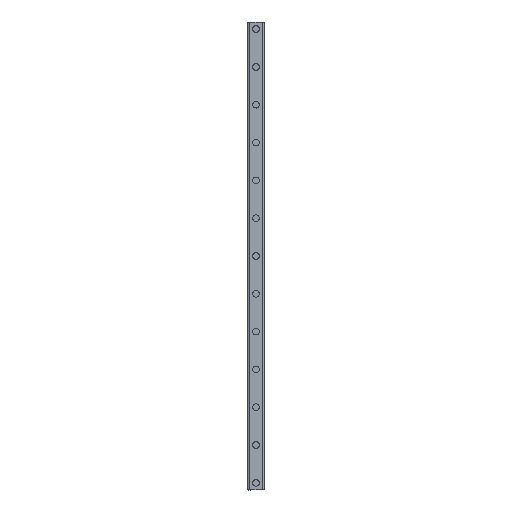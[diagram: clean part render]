
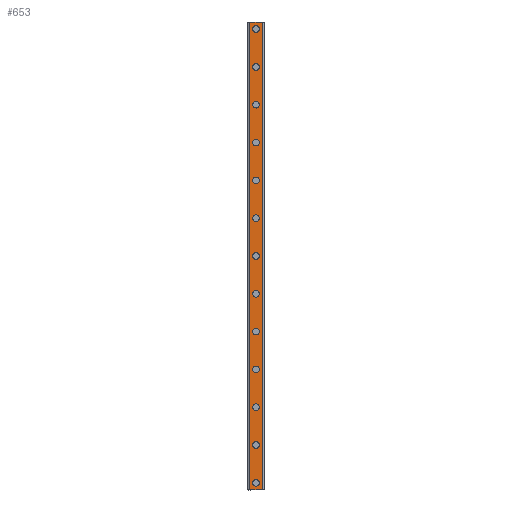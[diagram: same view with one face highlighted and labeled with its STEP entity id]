
A CAD part, top view. The second image highlights one B-rep face of the part: STEP entity #653.
In plain terms, the highlighted planar face has unit normal (0, 0, 1).
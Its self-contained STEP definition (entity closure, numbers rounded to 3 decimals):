
#653=ADVANCED_FACE('',(#1338,#1339,#1340,#1341,#1342,#1343,#1344,#1345,#1346,#1347,#1348,#1349,#1350,#1351),#1352,.T.);
#1338=FACE_BOUND('',#2061,.T.);
#1339=FACE_BOUND('',#2062,.T.);
#1340=FACE_BOUND('',#2063,.T.);
#1341=FACE_BOUND('',#2064,.T.);
#1342=FACE_BOUND('',#2065,.T.);
#1343=FACE_BOUND('',#2066,.T.);
#1344=FACE_BOUND('',#2067,.T.);
#1345=FACE_BOUND('',#2068,.T.);
#1346=FACE_BOUND('',#2069,.T.);
#1347=FACE_BOUND('',#2070,.T.);
#1348=FACE_BOUND('',#2071,.T.);
#1349=FACE_BOUND('',#2072,.T.);
#1350=FACE_BOUND('',#2073,.T.);
#1351=FACE_OUTER_BOUND('',#2074,.T.);
#1352=PLANE('',#2075);
#2061=EDGE_LOOP('',(#3897,#3898));
#2062=EDGE_LOOP('',(#3899,#3900));
#2063=EDGE_LOOP('',(#3901,#3902));
#2064=EDGE_LOOP('',(#3903,#3904));
#2065=EDGE_LOOP('',(#3905,#3906));
#2066=EDGE_LOOP('',(#3907,#3908));
#2067=EDGE_LOOP('',(#3909,#3910));
#2068=EDGE_LOOP('',(#3911,#3912));
#2069=EDGE_LOOP('',(#3913,#3914));
#2070=EDGE_LOOP('',(#3915,#3916));
#2071=EDGE_LOOP('',(#3917,#3918));
#2072=EDGE_LOOP('',(#3919,#3920));
#2073=EDGE_LOOP('',(#3921,#3922));
#2074=EDGE_LOOP('',(#3923,#3924,#3925,#3926));
#2075=AXIS2_PLACEMENT_3D('',#3927,#3928,#3929);
#3897=ORIENTED_EDGE('',*,*,#4252,.T.);
#3898=ORIENTED_EDGE('',*,*,#4725,.T.);
#3899=ORIENTED_EDGE('',*,*,#4242,.T.);
#3900=ORIENTED_EDGE('',*,*,#4731,.T.);
#3901=ORIENTED_EDGE('',*,*,#4232,.T.);
#3902=ORIENTED_EDGE('',*,*,#4737,.T.);
#3903=ORIENTED_EDGE('',*,*,#4222,.T.);
#3904=ORIENTED_EDGE('',*,*,#4743,.T.);
#3905=ORIENTED_EDGE('',*,*,#4212,.T.);
#3906=ORIENTED_EDGE('',*,*,#4749,.T.);
#3907=ORIENTED_EDGE('',*,*,#4202,.T.);
#3908=ORIENTED_EDGE('',*,*,#4755,.T.);
#3909=ORIENTED_EDGE('',*,*,#4192,.T.);
#3910=ORIENTED_EDGE('',*,*,#4761,.T.);
#3911=ORIENTED_EDGE('',*,*,#4182,.T.);
#3912=ORIENTED_EDGE('',*,*,#4767,.T.);
#3913=ORIENTED_EDGE('',*,*,#4172,.T.);
#3914=ORIENTED_EDGE('',*,*,#4773,.T.);
#3915=ORIENTED_EDGE('',*,*,#4162,.T.);
#3916=ORIENTED_EDGE('',*,*,#4779,.T.);
#3917=ORIENTED_EDGE('',*,*,#4152,.T.);
#3918=ORIENTED_EDGE('',*,*,#4785,.T.);
#3919=ORIENTED_EDGE('',*,*,#4142,.T.);
#3920=ORIENTED_EDGE('',*,*,#4791,.T.);
#3921=ORIENTED_EDGE('',*,*,#4132,.T.);
#3922=ORIENTED_EDGE('',*,*,#4797,.T.);
#3923=ORIENTED_EDGE('',*,*,#4704,.T.);
#3924=ORIENTED_EDGE('',*,*,#4844,.F.);
#3925=ORIENTED_EDGE('',*,*,#4574,.T.);
#3926=ORIENTED_EDGE('',*,*,#4842,.T.);
#3927=CARTESIAN_POINT('',(0.0,990.0,27.5));
#3928=DIRECTION('',(0.0,0.0,1.0));
#3929=DIRECTION('',(-1.0,0.0,0.0));
#4132=EDGE_CURVE('',#4900,#4897,#4901,.T.);
#4142=EDGE_CURVE('',#4918,#4915,#4919,.T.);
#4152=EDGE_CURVE('',#4936,#4933,#4937,.T.);
#4162=EDGE_CURVE('',#4954,#4951,#4955,.T.);
#4172=EDGE_CURVE('',#4972,#4969,#4973,.T.);
#4182=EDGE_CURVE('',#4990,#4987,#4991,.T.);
#4192=EDGE_CURVE('',#5008,#5005,#5009,.T.);
#4202=EDGE_CURVE('',#5026,#5023,#5027,.T.);
#4212=EDGE_CURVE('',#5044,#5041,#5045,.T.);
#4222=EDGE_CURVE('',#5062,#5059,#5063,.T.);
#4232=EDGE_CURVE('',#5080,#5077,#5081,.T.);
#4242=EDGE_CURVE('',#5098,#5095,#5099,.T.);
#4252=EDGE_CURVE('',#5116,#5113,#5117,.T.);
#4574=EDGE_CURVE('',#5590,#5588,#5591,.T.);
#4704=EDGE_CURVE('',#5805,#5803,#5806,.T.);
#4725=EDGE_CURVE('',#5113,#5116,#5845,.T.);
#4731=EDGE_CURVE('',#5095,#5098,#5851,.T.);
#4737=EDGE_CURVE('',#5077,#5080,#5857,.T.);
#4743=EDGE_CURVE('',#5059,#5062,#5863,.T.);
#4749=EDGE_CURVE('',#5041,#5044,#5869,.T.);
#4755=EDGE_CURVE('',#5023,#5026,#5875,.T.);
#4761=EDGE_CURVE('',#5005,#5008,#5881,.T.);
#4767=EDGE_CURVE('',#4987,#4990,#5887,.T.);
#4773=EDGE_CURVE('',#4969,#4972,#5893,.T.);
#4779=EDGE_CURVE('',#4951,#4954,#5899,.T.);
#4785=EDGE_CURVE('',#4933,#4936,#5905,.T.);
#4791=EDGE_CURVE('',#4915,#4918,#5911,.T.);
#4797=EDGE_CURVE('',#4897,#4900,#5917,.T.);
#4842=EDGE_CURVE('',#5588,#5805,#5962,.T.);
#4844=EDGE_CURVE('',#5590,#5803,#5964,.T.);
#4897=VERTEX_POINT('',#6019);
#4900=VERTEX_POINT('',#6023);
#4901=CIRCLE('',#6024,7.0);
#4915=VERTEX_POINT('',#6041);
#4918=VERTEX_POINT('',#6045);
#4919=CIRCLE('',#6046,7.0);
#4933=VERTEX_POINT('',#6063);
#4936=VERTEX_POINT('',#6067);
#4937=CIRCLE('',#6068,7.0);
#4951=VERTEX_POINT('',#6085);
#4954=VERTEX_POINT('',#6089);
#4955=CIRCLE('',#6090,7.0);
#4969=VERTEX_POINT('',#6107);
#4972=VERTEX_POINT('',#6111);
#4973=CIRCLE('',#6112,7.0);
#4987=VERTEX_POINT('',#6129);
#4990=VERTEX_POINT('',#6133);
#4991=CIRCLE('',#6134,7.0);
#5005=VERTEX_POINT('',#6151);
#5008=VERTEX_POINT('',#6155);
#5009=CIRCLE('',#6156,7.0);
#5023=VERTEX_POINT('',#6173);
#5026=VERTEX_POINT('',#6177);
#5027=CIRCLE('',#6178,7.0);
#5041=VERTEX_POINT('',#6195);
#5044=VERTEX_POINT('',#6199);
#5045=CIRCLE('',#6200,7.0);
#5059=VERTEX_POINT('',#6217);
#5062=VERTEX_POINT('',#6221);
#5063=CIRCLE('',#6222,7.0);
#5077=VERTEX_POINT('',#6239);
#5080=VERTEX_POINT('',#6243);
#5081=CIRCLE('',#6244,7.0);
#5095=VERTEX_POINT('',#6261);
#5098=VERTEX_POINT('',#6265);
#5099=CIRCLE('',#6266,7.0);
#5113=VERTEX_POINT('',#6283);
#5116=VERTEX_POINT('',#6287);
#5117=CIRCLE('',#6288,7.0);
#5588=VERTEX_POINT('',#6911);
#5590=VERTEX_POINT('',#6914);
#5591=LINE('',#6915,#6916);
#5803=VERTEX_POINT('',#7214);
#5805=VERTEX_POINT('',#7217);
#5806=LINE('',#7218,#7219);
#5845=CIRCLE('',#7268,7.0);
#5851=CIRCLE('',#7274,7.0);
#5857=CIRCLE('',#7280,7.0);
#5863=CIRCLE('',#7286,7.0);
#5869=CIRCLE('',#7292,7.0);
#5875=CIRCLE('',#7298,7.0);
#5881=CIRCLE('',#7304,7.0);
#5887=CIRCLE('',#7310,7.0);
#5893=CIRCLE('',#7316,7.0);
#5899=CIRCLE('',#7322,7.0);
#5905=CIRCLE('',#7328,7.0);
#5911=CIRCLE('',#7334,7.0);
#5917=CIRCLE('',#7340,7.0);
#5962=LINE('',#7405,#7406);
#5964=LINE('',#7408,#7409);
#6019=CARTESIAN_POINT('',(7.0,15.0,27.5));
#6023=CARTESIAN_POINT('',(-7.0,15.0,27.5));
#6024=AXIS2_PLACEMENT_3D('',#7481,#7482,#7483);
#6041=CARTESIAN_POINT('',(7.0,95.0,27.5));
#6045=CARTESIAN_POINT('',(-7.0,95.0,27.5));
#6046=AXIS2_PLACEMENT_3D('',#7497,#7498,#7499);
#6063=CARTESIAN_POINT('',(7.0,175.0,27.5));
#6067=CARTESIAN_POINT('',(-7.0,175.0,27.5));
#6068=AXIS2_PLACEMENT_3D('',#7513,#7514,#7515);
#6085=CARTESIAN_POINT('',(7.0,255.0,27.5));
#6089=CARTESIAN_POINT('',(-7.0,255.0,27.5));
#6090=AXIS2_PLACEMENT_3D('',#7529,#7530,#7531);
#6107=CARTESIAN_POINT('',(7.0,335.0,27.5));
#6111=CARTESIAN_POINT('',(-7.0,335.0,27.5));
#6112=AXIS2_PLACEMENT_3D('',#7545,#7546,#7547);
#6129=CARTESIAN_POINT('',(7.0,415.0,27.5));
#6133=CARTESIAN_POINT('',(-7.0,415.0,27.5));
#6134=AXIS2_PLACEMENT_3D('',#7561,#7562,#7563);
#6151=CARTESIAN_POINT('',(7.0,495.0,27.5));
#6155=CARTESIAN_POINT('',(-7.0,495.0,27.5));
#6156=AXIS2_PLACEMENT_3D('',#7577,#7578,#7579);
#6173=CARTESIAN_POINT('',(7.0,575.0,27.5));
#6177=CARTESIAN_POINT('',(-7.0,575.0,27.5));
#6178=AXIS2_PLACEMENT_3D('',#7593,#7594,#7595);
#6195=CARTESIAN_POINT('',(7.0,655.0,27.5));
#6199=CARTESIAN_POINT('',(-7.0,655.0,27.5));
#6200=AXIS2_PLACEMENT_3D('',#7609,#7610,#7611);
#6217=CARTESIAN_POINT('',(7.0,735.0,27.5));
#6221=CARTESIAN_POINT('',(-7.0,735.0,27.5));
#6222=AXIS2_PLACEMENT_3D('',#7625,#7626,#7627);
#6239=CARTESIAN_POINT('',(7.0,815.0,27.5));
#6243=CARTESIAN_POINT('',(-7.0,815.0,27.5));
#6244=AXIS2_PLACEMENT_3D('',#7641,#7642,#7643);
#6261=CARTESIAN_POINT('',(7.0,895.0,27.5));
#6265=CARTESIAN_POINT('',(-7.0,895.0,27.5));
#6266=AXIS2_PLACEMENT_3D('',#7657,#7658,#7659);
#6283=CARTESIAN_POINT('',(7.0,975.0,27.5));
#6287=CARTESIAN_POINT('',(-7.0,975.0,27.5));
#6288=AXIS2_PLACEMENT_3D('',#7673,#7674,#7675);
#6911=CARTESIAN_POINT('',(-13.042,990.0,27.5));
#6914=CARTESIAN_POINT('',(13.042,990.0,27.5));
#6915=CARTESIAN_POINT('',(13.042,990.0,27.5));
#6916=VECTOR('',#8054,1.0);
#7214=CARTESIAN_POINT('',(13.042,0.0,27.5));
#7217=CARTESIAN_POINT('',(-13.042,0.0,27.5));
#7218=CARTESIAN_POINT('',(13.042,0.0,27.5));
#7219=VECTOR('',#8196,1.0);
#7268=AXIS2_PLACEMENT_3D('',#8234,#8235,#8236);
#7274=AXIS2_PLACEMENT_3D('',#8243,#8244,#8245);
#7280=AXIS2_PLACEMENT_3D('',#8252,#8253,#8254);
#7286=AXIS2_PLACEMENT_3D('',#8261,#8262,#8263);
#7292=AXIS2_PLACEMENT_3D('',#8270,#8271,#8272);
#7298=AXIS2_PLACEMENT_3D('',#8279,#8280,#8281);
#7304=AXIS2_PLACEMENT_3D('',#8288,#8289,#8290);
#7310=AXIS2_PLACEMENT_3D('',#8297,#8298,#8299);
#7316=AXIS2_PLACEMENT_3D('',#8306,#8307,#8308);
#7322=AXIS2_PLACEMENT_3D('',#8315,#8316,#8317);
#7328=AXIS2_PLACEMENT_3D('',#8324,#8325,#8326);
#7334=AXIS2_PLACEMENT_3D('',#8333,#8334,#8335);
#7340=AXIS2_PLACEMENT_3D('',#8342,#8343,#8344);
#7405=CARTESIAN_POINT('',(-13.042,990.0,27.5));
#7406=VECTOR('',#8371,1.0);
#7408=CARTESIAN_POINT('',(13.042,990.0,27.5));
#7409=VECTOR('',#8372,1.0);
#7481=CARTESIAN_POINT('',(0.0,15.0,27.5));
#7482=DIRECTION('',(0.0,0.0,-1.0));
#7483=DIRECTION('',(1.0,0.0,0.0));
#7497=CARTESIAN_POINT('',(0.0,95.0,27.5));
#7498=DIRECTION('',(0.0,0.0,-1.0));
#7499=DIRECTION('',(1.0,0.0,0.0));
#7513=CARTESIAN_POINT('',(0.0,175.0,27.5));
#7514=DIRECTION('',(0.0,0.0,-1.0));
#7515=DIRECTION('',(1.0,0.0,0.0));
#7529=CARTESIAN_POINT('',(0.0,255.0,27.5));
#7530=DIRECTION('',(0.0,0.0,-1.0));
#7531=DIRECTION('',(1.0,0.0,0.0));
#7545=CARTESIAN_POINT('',(0.0,335.0,27.5));
#7546=DIRECTION('',(0.0,0.0,-1.0));
#7547=DIRECTION('',(1.0,0.0,0.0));
#7561=CARTESIAN_POINT('',(0.0,415.0,27.5));
#7562=DIRECTION('',(0.0,0.0,-1.0));
#7563=DIRECTION('',(1.0,0.0,0.0));
#7577=CARTESIAN_POINT('',(0.0,495.0,27.5));
#7578=DIRECTION('',(0.0,0.0,-1.0));
#7579=DIRECTION('',(1.0,0.0,0.0));
#7593=CARTESIAN_POINT('',(0.0,575.0,27.5));
#7594=DIRECTION('',(0.0,0.0,-1.0));
#7595=DIRECTION('',(1.0,0.0,0.0));
#7609=CARTESIAN_POINT('',(0.0,655.0,27.5));
#7610=DIRECTION('',(0.0,0.0,-1.0));
#7611=DIRECTION('',(1.0,0.0,0.0));
#7625=CARTESIAN_POINT('',(0.0,735.0,27.5));
#7626=DIRECTION('',(0.0,0.0,-1.0));
#7627=DIRECTION('',(1.0,0.0,0.0));
#7641=CARTESIAN_POINT('',(0.0,815.0,27.5));
#7642=DIRECTION('',(0.0,0.0,-1.0));
#7643=DIRECTION('',(1.0,0.0,0.0));
#7657=CARTESIAN_POINT('',(0.0,895.0,27.5));
#7658=DIRECTION('',(0.0,0.0,-1.0));
#7659=DIRECTION('',(1.0,0.0,0.0));
#7673=CARTESIAN_POINT('',(0.0,975.0,27.5));
#7674=DIRECTION('',(0.0,0.0,-1.0));
#7675=DIRECTION('',(1.0,0.0,0.0));
#8054=DIRECTION('',(-1.0,0.0,0.0));
#8196=DIRECTION('',(1.0,0.0,0.0));
#8234=CARTESIAN_POINT('',(0.0,975.0,27.5));
#8235=DIRECTION('',(0.0,0.0,-1.0));
#8236=DIRECTION('',(1.0,0.0,0.0));
#8243=CARTESIAN_POINT('',(0.0,895.0,27.5));
#8244=DIRECTION('',(0.0,0.0,-1.0));
#8245=DIRECTION('',(1.0,0.0,0.0));
#8252=CARTESIAN_POINT('',(0.0,815.0,27.5));
#8253=DIRECTION('',(0.0,0.0,-1.0));
#8254=DIRECTION('',(1.0,0.0,0.0));
#8261=CARTESIAN_POINT('',(0.0,735.0,27.5));
#8262=DIRECTION('',(0.0,0.0,-1.0));
#8263=DIRECTION('',(1.0,0.0,0.0));
#8270=CARTESIAN_POINT('',(0.0,655.0,27.5));
#8271=DIRECTION('',(0.0,0.0,-1.0));
#8272=DIRECTION('',(1.0,0.0,0.0));
#8279=CARTESIAN_POINT('',(0.0,575.0,27.5));
#8280=DIRECTION('',(0.0,0.0,-1.0));
#8281=DIRECTION('',(1.0,0.0,0.0));
#8288=CARTESIAN_POINT('',(0.0,495.0,27.5));
#8289=DIRECTION('',(0.0,0.0,-1.0));
#8290=DIRECTION('',(1.0,0.0,0.0));
#8297=CARTESIAN_POINT('',(0.0,415.0,27.5));
#8298=DIRECTION('',(0.0,0.0,-1.0));
#8299=DIRECTION('',(1.0,0.0,0.0));
#8306=CARTESIAN_POINT('',(0.0,335.0,27.5));
#8307=DIRECTION('',(0.0,0.0,-1.0));
#8308=DIRECTION('',(1.0,0.0,0.0));
#8315=CARTESIAN_POINT('',(0.0,255.0,27.5));
#8316=DIRECTION('',(0.0,0.0,-1.0));
#8317=DIRECTION('',(1.0,0.0,0.0));
#8324=CARTESIAN_POINT('',(0.0,175.0,27.5));
#8325=DIRECTION('',(0.0,0.0,-1.0));
#8326=DIRECTION('',(1.0,0.0,0.0));
#8333=CARTESIAN_POINT('',(0.0,95.0,27.5));
#8334=DIRECTION('',(0.0,0.0,-1.0));
#8335=DIRECTION('',(1.0,0.0,0.0));
#8342=CARTESIAN_POINT('',(0.0,15.0,27.5));
#8343=DIRECTION('',(0.0,0.0,-1.0));
#8344=DIRECTION('',(1.0,0.0,0.0));
#8371=DIRECTION('',(0.0,-1.0,0.0));
#8372=DIRECTION('',(0.0,-1.0,0.0));
